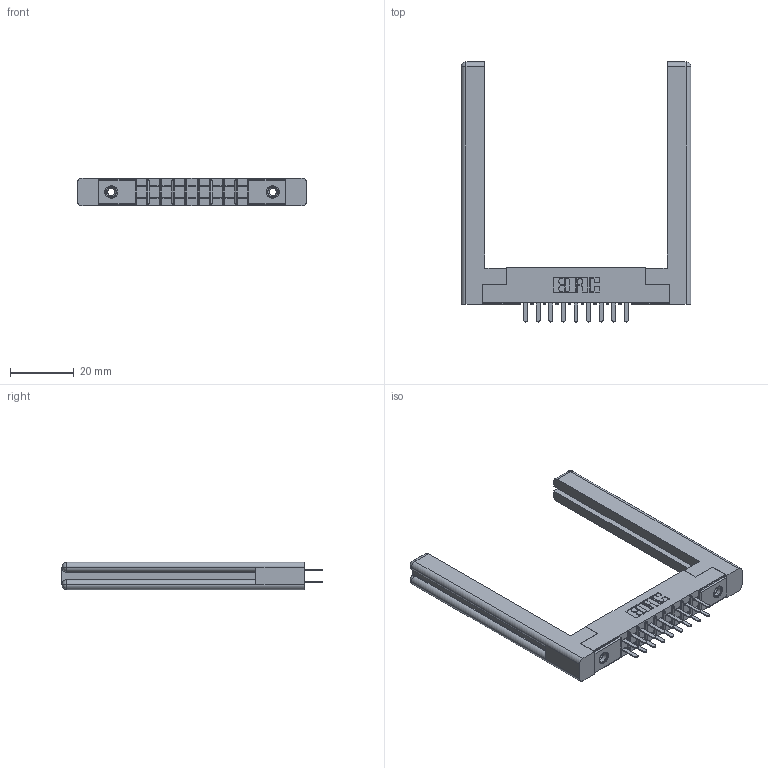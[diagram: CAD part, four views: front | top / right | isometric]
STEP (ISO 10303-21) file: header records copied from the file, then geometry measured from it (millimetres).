
FILE_DESCRIPTION (( 'STEP AP203' ), '1' );
FILE_NAME ('355-018-520-558.STEP', '2019-09-11T02:38:40', ( '' ), ( '' ), 'SwSTEP 2.0', 'SolidWorks 2016', '' );
FILE_SCHEMA (( 'CONFIG_CONTROL_DESIGN' ));
Length unit declared in the file: inch
Products named in the file (5): 305-290-001_520; 307-220-058; 305 Part_.156 Dia; 355-018-520-558; 345-250-001_345-250-001-102
Assembly tree (23 placements, depth 2):
  355-018-520-558
    305 Part_.156 Dia
    305-290-001_520  x18
    345-250-001_345-250-001-102  x2
    307-220-058  x2
Bounding box: 72.29 x 81.74 x 8.71 mm (x, y, z)
Volume: 12143 mm3; surface area: 12946.9 mm2
Topology: 23 solids, 23 shells, 1086 faces, 3037 edges, 1962 vertices
Faces by surface type: plane 638, cylinder 388, sphere 36, cone 12, torus 12
Entity records: 16275 total; most frequent: CARTESIAN_POINT 2708, ORIENTED_EDGE 2624, DIRECTION 2608, EDGE_CURVE 1312, LINE 1016, VECTOR 1016, VERTEX_POINT 842, AXIS2_PLACEMENT_3D 796
